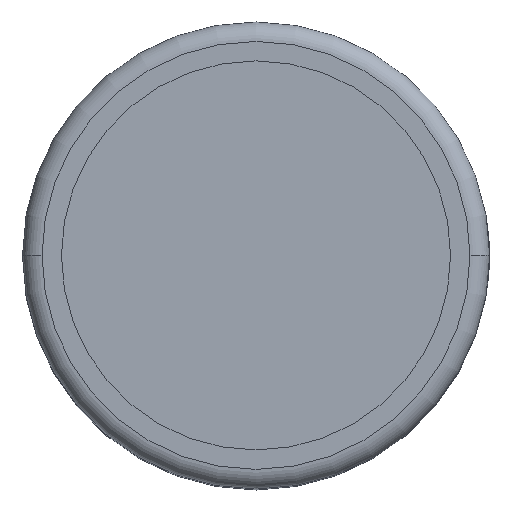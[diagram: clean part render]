
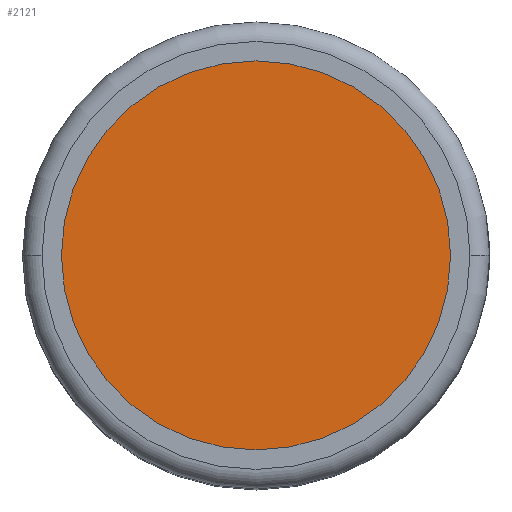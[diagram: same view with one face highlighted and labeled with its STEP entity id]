
A CAD part, top view. The second image highlights one B-rep face of the part: STEP entity #2121.
In plain terms, the highlighted planar face has unit normal (0, 0, 1).
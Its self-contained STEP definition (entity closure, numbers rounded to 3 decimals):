
#2053=CARTESIAN_POINT('',(-15.0,0.,51.75));
#2054=VERTEX_POINT('',#2053);
#2070=CARTESIAN_POINT('',(15.0,0.,51.75));
#2071=VERTEX_POINT('',#2070);
#2078=CARTESIAN_POINT('',(0.,0.,51.75));
#2079=DIRECTION('',(0.0,0.0,-1.0));
#2080=DIRECTION('',(-1.0,0.0,0.0));
#2081=AXIS2_PLACEMENT_3D('',#2078,#2079,#2080);
#2082=CIRCLE('',#2081,15.0);
#2083=EDGE_CURVE('',#2071,#2054,#2082,.T.);
#2094=CARTESIAN_POINT('',(0.,0.,51.75));
#2095=DIRECTION('',(0.0,0.0,-1.0));
#2096=DIRECTION('',(-1.0,0.0,0.0));
#2097=AXIS2_PLACEMENT_3D('',#2094,#2095,#2096);
#2098=CIRCLE('',#2097,15.0);
#2099=EDGE_CURVE('',#2054,#2071,#2098,.T.);
#2112=CARTESIAN_POINT('',(16.5,16.5,51.75));
#2113=DIRECTION('',(0.0,0.0,1.0));
#2114=DIRECTION('',(-1.0,0.0,0.0));
#2115=AXIS2_PLACEMENT_3D('',#2112,#2113,#2114);
#2116=PLANE('',#2115);
#2117=ORIENTED_EDGE('',*,*,#2099,.F.);
#2118=ORIENTED_EDGE('',*,*,#2083,.F.);
#2119=EDGE_LOOP('',(#2117,#2118));
#2120=FACE_OUTER_BOUND('',#2119,.T.);
#2121=ADVANCED_FACE('',(#2120),#2116,.T.);
